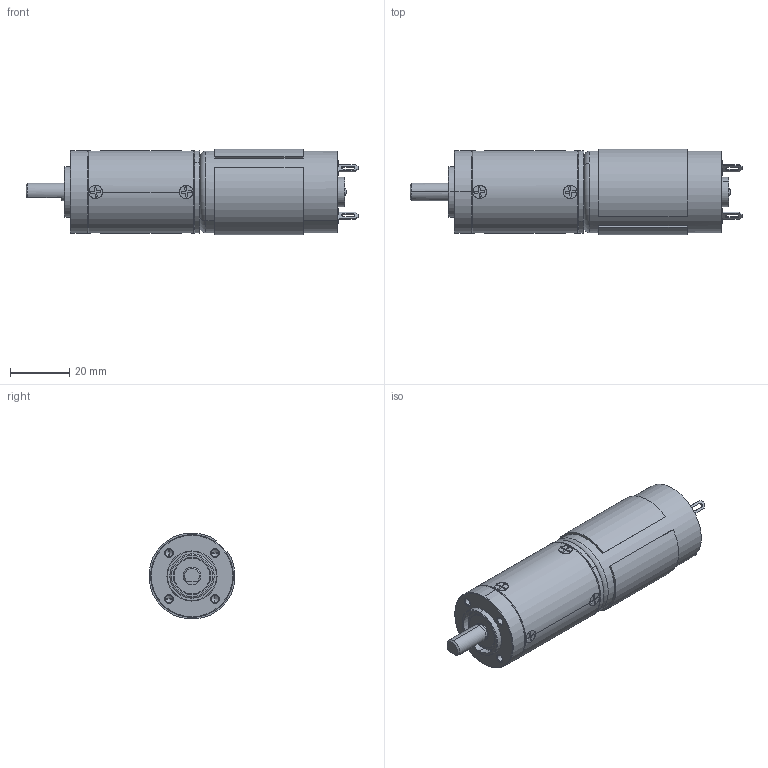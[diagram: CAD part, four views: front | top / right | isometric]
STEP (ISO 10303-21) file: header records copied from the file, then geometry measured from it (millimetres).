
FILE_DESCRIPTION((''),'2;1');
FILE_NAME('28RP-000-000_ASM','2024-07-15T',('86157'),(''),'PRO/ENGINEER BY PARAMETRIC TECHNOLOGY CORPORATION, 2010280','PRO/ENGINEER BY PARAMETRIC TECHNOLOGY CORPORATION, 2010280','');
FILE_SCHEMA(('CONFIG_CONTROL_DESIGN'));
Length unit declared in the file: millimetre
Products named in the file (14): 28RP-001; 696ZZ; 28RP-000-01_ASM; 28RP-008-DIAN; 28RP-004-ZHOU; 36RP-005; 28RP-000-2-ZHOU_ASM; 28RP-002-3B; 28RP-000-3_ASM; DM028P430001; 395; 28RP-000-5_ASM; DM028P350002; 28RP-000-000_ASM
Assembly tree (24 placements, depth 4):
  28RP-000-000_ASM
    28RP-000-3_ASM
      28RP-000-01_ASM
        28RP-001
        696ZZ  x2
      28RP-008-DIAN  x2
      28RP-000-2-ZHOU_ASM
        28RP-004-ZHOU
        36RP-005  x3
      28RP-002-3B
    28RP-000-5_ASM
      DM028P430001
      395
    DM028P350002  x8
Bounding box: 112.5 x 29.09 x 29.09 mm (x, y, z)
Volume: 46520.9 mm3; surface area: 24506.8 mm2
Topology: 20 solids, 35 shells, 1036 faces, 2661 edges, 1682 vertices
Faces by surface type: cylinder 536, plane 181, cone 177, extrusion 92, torus 50
Entity records: 28618 total; most frequent: CARTESIAN_POINT 9518, ORIENTED_EDGE 4098, DIRECTION 3534, EDGE_CURVE 2083, VERTEX_POINT 1350, AXIS2_PLACEMENT_3D 1328, VECTOR 878, EDGE_LOOP 872
